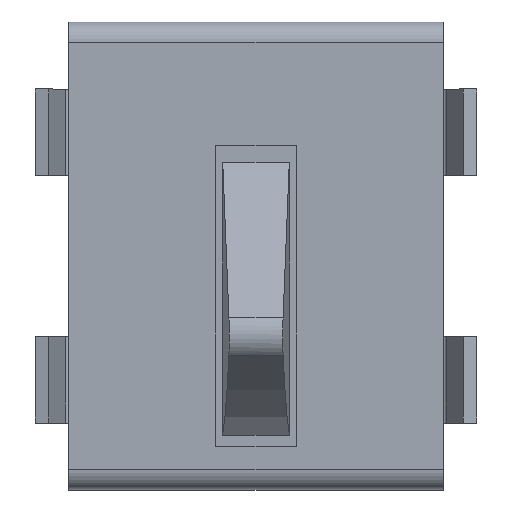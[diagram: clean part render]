
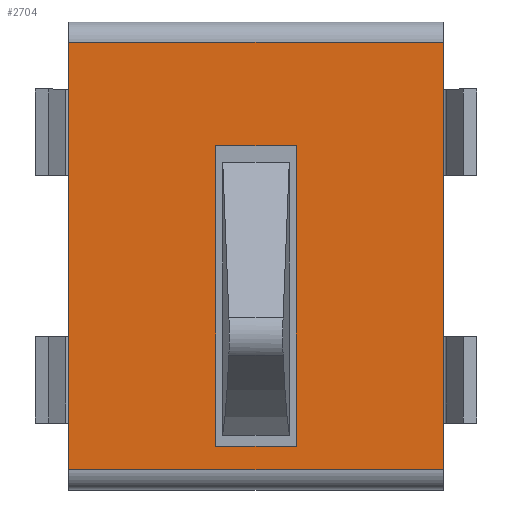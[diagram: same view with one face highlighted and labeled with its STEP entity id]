
A CAD part, top view. The second image highlights one B-rep face of the part: STEP entity #2704.
In plain terms, the highlighted planar face has unit normal (0, 0, 1).
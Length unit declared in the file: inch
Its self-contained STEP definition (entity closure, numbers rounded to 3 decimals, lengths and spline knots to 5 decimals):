
#2605=CARTESIAN_POINT('',(0.05512,-0.06299,0.05906));
#2606=VERTEX_POINT('',#2605);
#2614=CARTESIAN_POINT('',(-0.05512,-0.06299,0.05906));
#2615=VERTEX_POINT('',#2614);
#2616=CARTESIAN_POINT('',(0.05512,-0.06299,0.05906));
#2617=DIRECTION('',(-1.0,0.0,0.0));
#2618=VECTOR('',#2617,0.11024);
#2619=LINE('',#2616,#2618);
#2620=EDGE_CURVE('',#2606,#2615,#2619,.T.);
#2640=CARTESIAN_POINT('',(0.05512,0.,0.05906));
#2641=DIRECTION('',(0.0,0.0,1.0));
#2642=DIRECTION('',(0.0,1.0,0.0));
#2643=AXIS2_PLACEMENT_3D('',#2640,#2641,#2642);
#2644=PLANE('',#2643);
#2645=ORIENTED_EDGE('',*,*,#2620,.F.);
#2646=CARTESIAN_POINT('',(0.05512,0.06299,0.05906));
#2647=VERTEX_POINT('',#2646);
#2648=CARTESIAN_POINT('',(0.05512,-0.06299,0.05906));
#2649=DIRECTION('',(0.0,1.0,0.0));
#2650=VECTOR('',#2649,0.12598);
#2651=LINE('',#2648,#2650);
#2652=EDGE_CURVE('',#2606,#2647,#2651,.T.);
#2653=ORIENTED_EDGE('',*,*,#2652,.T.);
#2654=CARTESIAN_POINT('',(-0.05512,0.06299,0.05906));
#2655=VERTEX_POINT('',#2654);
#2656=CARTESIAN_POINT('',(-0.05512,0.06299,0.05906));
#2657=DIRECTION('',(1.0,0.0,0.0));
#2658=VECTOR('',#2657,0.11024);
#2659=LINE('',#2656,#2658);
#2660=EDGE_CURVE('',#2655,#2647,#2659,.T.);
#2661=ORIENTED_EDGE('',*,*,#2660,.F.);
#2662=CARTESIAN_POINT('',(-0.05512,0.06299,0.05906));
#2663=DIRECTION('',(0.0,-1.0,0.0));
#2664=VECTOR('',#2663,0.12598);
#2665=LINE('',#2662,#2664);
#2666=EDGE_CURVE('',#2655,#2615,#2665,.T.);
#2667=ORIENTED_EDGE('',*,*,#2666,.T.);
#2668=EDGE_LOOP('',(#2645,#2653,#2661,#2667));
#2669=FACE_OUTER_BOUND('',#2668,.T.);
#2670=CARTESIAN_POINT('',(-0.01181,0.03248,0.05906));
#2671=VERTEX_POINT('',#2670);
#2672=CARTESIAN_POINT('',(0.01181,0.03248,0.05906));
#2673=VERTEX_POINT('',#2672);
#2674=CARTESIAN_POINT('',(-0.01181,0.03248,0.05906));
#2675=DIRECTION('',(1.0,0.0,0.0));
#2676=VECTOR('',#2675,0.02362);
#2677=LINE('',#2674,#2676);
#2678=EDGE_CURVE('',#2671,#2673,#2677,.T.);
#2679=ORIENTED_EDGE('',*,*,#2678,.T.);
#2680=CARTESIAN_POINT('',(0.01181,-0.0561,0.05906));
#2681=VERTEX_POINT('',#2680);
#2682=CARTESIAN_POINT('',(0.01181,0.03248,0.05906));
#2683=DIRECTION('',(0.0,-1.0,0.0));
#2684=VECTOR('',#2683,0.08858);
#2685=LINE('',#2682,#2684);
#2686=EDGE_CURVE('',#2673,#2681,#2685,.T.);
#2687=ORIENTED_EDGE('',*,*,#2686,.T.);
#2688=CARTESIAN_POINT('',(-0.01181,-0.0561,0.05906));
#2689=VERTEX_POINT('',#2688);
#2690=CARTESIAN_POINT('',(0.01181,-0.0561,0.05906));
#2691=DIRECTION('',(-1.0,0.0,0.0));
#2692=VECTOR('',#2691,0.02362);
#2693=LINE('',#2690,#2692);
#2694=EDGE_CURVE('',#2681,#2689,#2693,.T.);
#2695=ORIENTED_EDGE('',*,*,#2694,.T.);
#2696=CARTESIAN_POINT('',(-0.01181,-0.0561,0.05906));
#2697=DIRECTION('',(0.0,1.0,0.0));
#2698=VECTOR('',#2697,0.08858);
#2699=LINE('',#2696,#2698);
#2700=EDGE_CURVE('',#2689,#2671,#2699,.T.);
#2701=ORIENTED_EDGE('',*,*,#2700,.T.);
#2702=EDGE_LOOP('',(#2679,#2687,#2695,#2701));
#2703=FACE_BOUND('',#2702,.T.);
#2704=ADVANCED_FACE('',(#2669,#2703),#2644,.T.);
